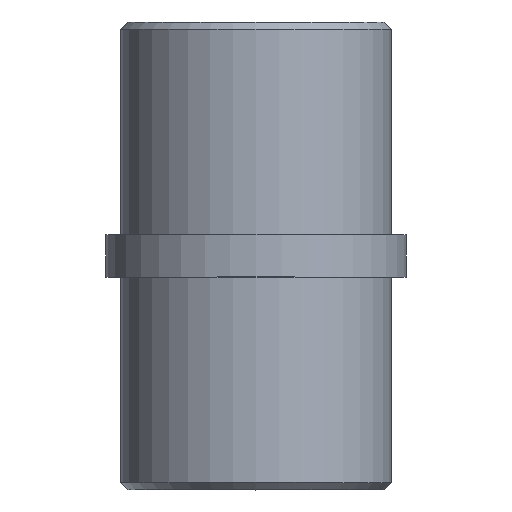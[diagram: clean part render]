
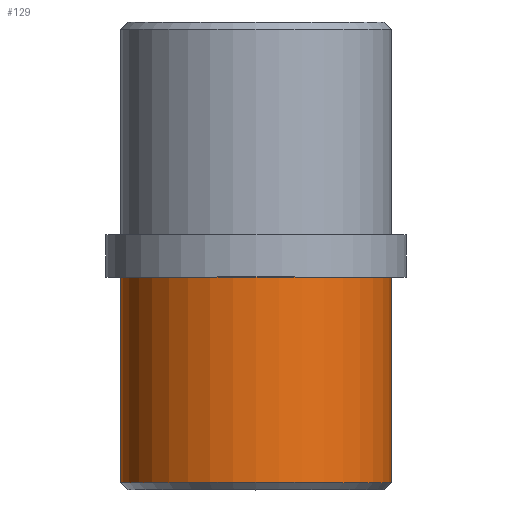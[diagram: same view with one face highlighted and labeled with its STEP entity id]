
A CAD part, top view. The second image highlights one B-rep face of the part: STEP entity #129.
In plain terms, the highlighted cylindrical face has radius 19.1 mm (diameter 38.2 mm), a full revolution.
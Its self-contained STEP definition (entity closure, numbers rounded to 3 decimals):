
#19=CYLINDRICAL_SURFACE('',#163,19.1);
#24=FACE_OUTER_BOUND('',#32,.T.);
#32=EDGE_LOOP('',(#97,#98,#99,#100,#101));
#42=LINE('',#236,#48);
#48=VECTOR('',#193,19.1);
#53=CIRCLE('',#160,19.1);
#54=CIRCLE('',#161,19.1);
#56=CIRCLE('',#164,19.1);
#64=VERTEX_POINT('',#226);
#65=VERTEX_POINT('',#227);
#67=VERTEX_POINT('',#234);
#75=EDGE_CURVE('',#64,#65,#53,.T.);
#76=EDGE_CURVE('',#65,#64,#54,.T.);
#79=EDGE_CURVE('',#67,#67,#56,.T.);
#80=EDGE_CURVE('',#67,#65,#42,.T.);
#97=ORIENTED_EDGE('',*,*,#79,.F.);
#98=ORIENTED_EDGE('',*,*,#80,.T.);
#99=ORIENTED_EDGE('',*,*,#75,.F.);
#100=ORIENTED_EDGE('',*,*,#76,.F.);
#101=ORIENTED_EDGE('',*,*,#80,.F.);
#129=ADVANCED_FACE('',(#24),#19,.T.);
#160=AXIS2_PLACEMENT_3D('',#228,#182,#183);
#161=AXIS2_PLACEMENT_3D('',#229,#184,#185);
#163=AXIS2_PLACEMENT_3D('',#233,#189,#190);
#164=AXIS2_PLACEMENT_3D('',#235,#191,#192);
#182=DIRECTION('center_axis',(0.,-1.,0.));
#183=DIRECTION('ref_axis',(1.,0.,0.));
#184=DIRECTION('center_axis',(0.,-1.,0.));
#185=DIRECTION('ref_axis',(1.,0.,0.));
#189=DIRECTION('center_axis',(0.,1.,0.));
#190=DIRECTION('ref_axis',(-1.,0.,0.));
#191=DIRECTION('center_axis',(0.,1.,0.));
#192=DIRECTION('ref_axis',(-1.,0.,0.));
#193=DIRECTION('',(0.,-1.,0.));
#226=CARTESIAN_POINT('',(-19.1,1.,0.));
#227=CARTESIAN_POINT('',(19.1,1.,0.));
#228=CARTESIAN_POINT('Origin',(0.,1.,0.));
#229=CARTESIAN_POINT('Origin',(0.,1.,0.));
#233=CARTESIAN_POINT('Origin',(0.,0.,0.));
#234=CARTESIAN_POINT('',(19.1,30.,0.));
#235=CARTESIAN_POINT('Origin',(0.,30.,0.));
#236=CARTESIAN_POINT('',(19.1,0.,0.));
